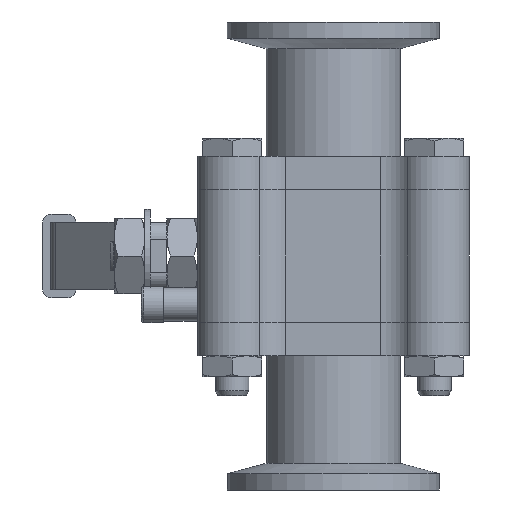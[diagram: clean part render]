
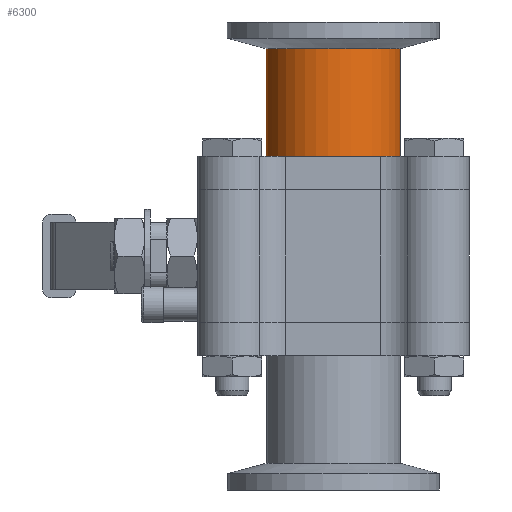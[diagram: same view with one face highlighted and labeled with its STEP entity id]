
A CAD part, left-side view. The second image highlights one B-rep face of the part: STEP entity #6300.
In plain terms, the highlighted cylindrical face has radius 12.7 mm (diameter 25.4 mm), a full revolution.
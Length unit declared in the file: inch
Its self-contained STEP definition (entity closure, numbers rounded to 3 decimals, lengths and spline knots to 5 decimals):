
#1355=FACE_BOUND('',#1890,.T.);
#1457=CYLINDRICAL_SURFACE('',#6749,0.5);
#1575=FACE_OUTER_BOUND('',#1889,.T.);
#1889=EDGE_LOOP('',(#4774));
#1890=EDGE_LOOP('',(#4775));
#2262=CIRCLE('',#6750,0.5);
#2263=CIRCLE('',#6751,0.5);
#2638=VERTEX_POINT('',#9420);
#2639=VERTEX_POINT('',#9422);
#3553=EDGE_CURVE('',#2638,#2638,#2262,.T.);
#3554=EDGE_CURVE('',#2639,#2639,#2263,.T.);
#4774=ORIENTED_EDGE('',*,*,#3553,.T.);
#4775=ORIENTED_EDGE('',*,*,#3554,.F.);
#6300=ADVANCED_FACE('',(#1575,#1355),#1457,.T.);
#6749=AXIS2_PLACEMENT_3D('',#9419,#7617,#7618);
#6750=AXIS2_PLACEMENT_3D('',#9421,#7619,#7620);
#6751=AXIS2_PLACEMENT_3D('',#9423,#7621,#7622);
#7617=DIRECTION('center_axis',(0.,0.,-1.));
#7618=DIRECTION('ref_axis',(0.078,0.997,0.));
#7619=DIRECTION('center_axis',(0.,0.,1.));
#7620=DIRECTION('ref_axis',(0.078,0.997,0.));
#7621=DIRECTION('center_axis',(0.,0.,1.));
#7622=DIRECTION('ref_axis',(0.078,0.997,0.));
#9419=CARTESIAN_POINT('Origin',(0.,0.,
1.735));
#9420=CARTESIAN_POINT('',(-0.03899,-0.49848,0.66));
#9421=CARTESIAN_POINT('Origin',(0.,0.,
0.66));
#9422=CARTESIAN_POINT('',(-0.03899,-0.49848,1.53796));
#9423=CARTESIAN_POINT('Origin',(0.,0.,
1.53796));
